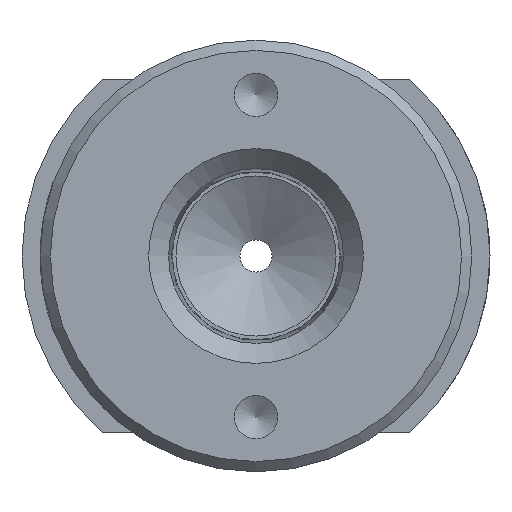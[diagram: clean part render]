
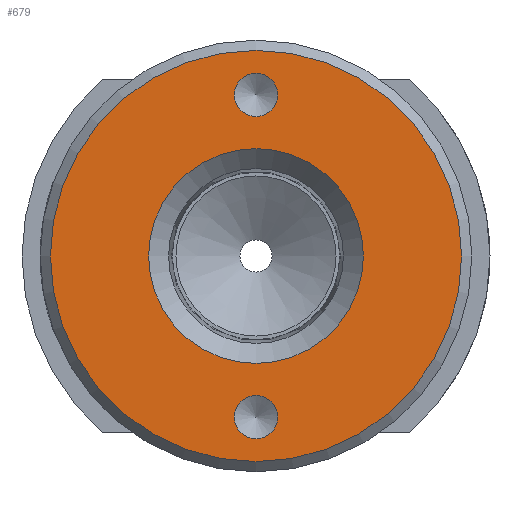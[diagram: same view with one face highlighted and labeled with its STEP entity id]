
A CAD part, left-side view. The second image highlights one B-rep face of the part: STEP entity #679.
In plain terms, the highlighted planar face has unit normal (-1, 0, 0).
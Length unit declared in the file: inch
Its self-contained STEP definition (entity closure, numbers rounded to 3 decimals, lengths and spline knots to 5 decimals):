
#99=PLANE('',#744);
#127=FACE_BOUND('',#222,.T.);
#128=FACE_BOUND('',#223,.T.);
#129=FACE_BOUND('',#224,.T.);
#171=FACE_OUTER_BOUND('',#221,.T.);
#221=EDGE_LOOP('',(#558));
#222=EDGE_LOOP('',(#559));
#223=EDGE_LOOP('',(#560));
#224=EDGE_LOOP('',(#561));
#292=CIRCLE('',#742,0.402);
#294=CIRCLE('',#745,0.0425);
#295=CIRCLE('',#746,0.0425);
#296=CIRCLE('',#747,0.21);
#357=VERTEX_POINT('',#1135);
#359=VERTEX_POINT('',#1140);
#360=VERTEX_POINT('',#1142);
#361=VERTEX_POINT('',#1144);
#439=EDGE_CURVE('',#357,#357,#292,.T.);
#441=EDGE_CURVE('',#359,#359,#294,.T.);
#442=EDGE_CURVE('',#360,#360,#295,.T.);
#443=EDGE_CURVE('',#361,#361,#296,.T.);
#558=ORIENTED_EDGE('',*,*,#439,.F.);
#559=ORIENTED_EDGE('',*,*,#441,.T.);
#560=ORIENTED_EDGE('',*,*,#442,.T.);
#561=ORIENTED_EDGE('',*,*,#443,.T.);
#679=ADVANCED_FACE('',(#171,#127,#128,#129),#99,.T.);
#742=AXIS2_PLACEMENT_3D('',#1136,#896,#897);
#744=AXIS2_PLACEMENT_3D('',#1139,#900,#901);
#745=AXIS2_PLACEMENT_3D('',#1141,#902,#903);
#746=AXIS2_PLACEMENT_3D('',#1143,#904,#905);
#747=AXIS2_PLACEMENT_3D('',#1145,#906,#907);
#896=DIRECTION('center_axis',(1.,0.,0.));
#897=DIRECTION('ref_axis',(0.,-1.,0.));
#900=DIRECTION('center_axis',(-1.,0.,0.));
#901=DIRECTION('ref_axis',(0.,0.,1.));
#902=DIRECTION('center_axis',(1.,0.,0.));
#903=DIRECTION('ref_axis',(0.,0.,1.));
#904=DIRECTION('center_axis',(1.,0.,0.));
#905=DIRECTION('ref_axis',(0.,0.,1.));
#906=DIRECTION('center_axis',(1.,0.,0.));
#907=DIRECTION('ref_axis',(0.,-1.,0.));
#1135=CARTESIAN_POINT('',(0.,0.402,0.));
#1136=CARTESIAN_POINT('Origin',(0.,0.,0.));
#1139=CARTESIAN_POINT('Origin',(0.,0.422,0.));
#1140=CARTESIAN_POINT('',(0.,0.,0.3575));
#1141=CARTESIAN_POINT('Origin',(0.,0.,0.315));
#1142=CARTESIAN_POINT('',(0.,0.,-0.2725));
#1143=CARTESIAN_POINT('Origin',(0.,0.,-0.315));
#1144=CARTESIAN_POINT('',(0.,-0.21,0.));
#1145=CARTESIAN_POINT('Origin',(0.,0.,0.));
